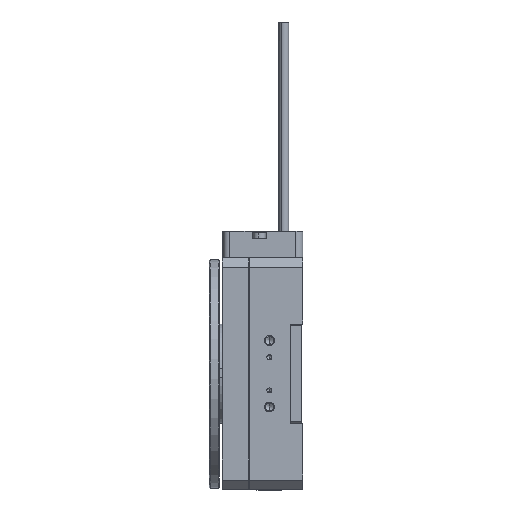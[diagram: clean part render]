
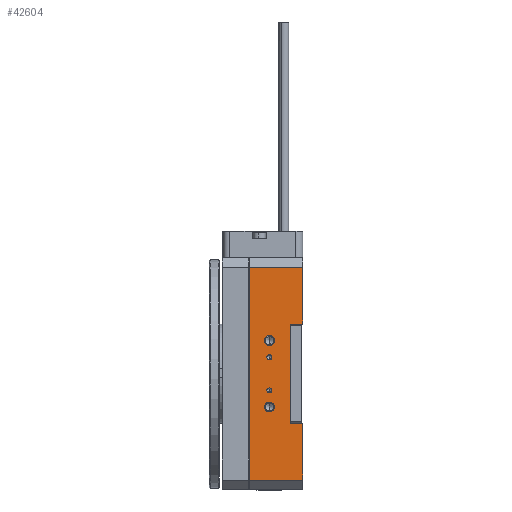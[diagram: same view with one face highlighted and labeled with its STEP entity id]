
A CAD part, left-side view. The second image highlights one B-rep face of the part: STEP entity #42604.
In plain terms, the highlighted planar face has unit normal (-1, 0, 0).
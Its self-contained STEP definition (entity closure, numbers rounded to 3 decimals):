
#683 = VECTOR ( 'NONE', #8669, 1000. ) ;
#689 = DIRECTION ( 'NONE',  ( -1., 0., 0. ) ) ;
#1680 = EDGE_CURVE ( 'NONE', #22778, #41222, #10962, .T. ) ;
#1744 = ORIENTED_EDGE ( 'NONE', *, *, #38133, .F. ) ;
#1782 = VECTOR ( 'NONE', #46142, 1000. ) ;
#2129 = CIRCLE ( 'NONE', #15766, 1.5 ) ;
#2222 = AXIS2_PLACEMENT_3D ( 'NONE', #9119, #9660, #40736 ) ;
#2629 = DIRECTION ( 'NONE',  ( 0., -1., 0. ) ) ;
#2636 = FACE_BOUND ( 'NONE', #25117, .T. ) ;
#2748 = ORIENTED_EDGE ( 'NONE', *, *, #23990, .F. ) ;
#5006 = DIRECTION ( 'NONE',  ( 0., 0., 1. ) ) ;
#5456 = DIRECTION ( 'NONE',  ( 0., 0., 1. ) ) ;
#6690 = EDGE_CURVE ( 'NONE', #16250, #51976, #2129, .T. ) ;
#7043 = DIRECTION ( 'NONE',  ( -1., 0., 0. ) ) ;
#7645 = EDGE_LOOP ( 'NONE', ( #27918, #39539 ) ) ;
#8063 = DIRECTION ( 'NONE',  ( -1., 0., 0. ) ) ;
#8539 = CIRCLE ( 'NONE', #2222, 0.75 ) ;
#8669 = DIRECTION ( 'NONE',  ( 0., 1., 0. ) ) ;
#9119 = CARTESIAN_POINT ( 'NONE',  ( -35., 10., 5. ) ) ;
#9660 = DIRECTION ( 'NONE',  ( -1., 0., 0. ) ) ;
#9906 = ORIENTED_EDGE ( 'NONE', *, *, #1680, .F. ) ;
#10214 = ORIENTED_EDGE ( 'NONE', *, *, #21423, .T. ) ;
#10268 = DIRECTION ( 'NONE',  ( -1., 0., 0. ) ) ;
#10745 = EDGE_CURVE ( 'NONE', #41896, #49777, #8539, .T. ) ;
#10825 = CARTESIAN_POINT ( 'NONE',  ( -35., 10., 5. ) ) ;
#10840 = CARTESIAN_POINT ( 'NONE',  ( -35., 3.725, -15. ) ) ;
#10872 = FACE_BOUND ( 'NONE', #7645, .T. ) ;
#10962 = CIRCLE ( 'NONE', #19159, 1.5 ) ;
#10976 = CARTESIAN_POINT ( 'NONE',  ( -35., 10., 11.5 ) ) ;
#12468 = EDGE_CURVE ( 'NONE', #46864, #45105, #38352, .T. ) ;
#12849 = VERTEX_POINT ( 'NONE', #52212 ) ;
#13483 = AXIS2_PLACEMENT_3D ( 'NONE', #20885, #8063, #25153 ) ;
#13538 = CARTESIAN_POINT ( 'NONE',  ( -35., 10., -10. ) ) ;
#13819 = CARTESIAN_POINT ( 'NONE',  ( -35., 16., -35. ) ) ;
#14464 = LINE ( 'NONE', #17641, #29553 ) ;
#14662 = EDGE_CURVE ( 'NONE', #39925, #55394, #39734, .T. ) ;
#14706 = DIRECTION ( 'NONE',  ( 0., 0., 1. ) ) ;
#14851 = CARTESIAN_POINT ( 'NONE',  ( -35., 16., -32. ) ) ;
#15371 = CARTESIAN_POINT ( 'NONE',  ( -35., 10., -8.5 ) ) ;
#15766 = AXIS2_PLACEMENT_3D ( 'NONE', #13538, #44042, #5006 ) ;
#16028 = AXIS2_PLACEMENT_3D ( 'NONE', #40404, #18436, #14706 ) ;
#16250 = VERTEX_POINT ( 'NONE', #15371 ) ;
#16490 = DIRECTION ( 'NONE',  ( -1., 0., 0. ) ) ;
#17197 = EDGE_CURVE ( 'NONE', #23522, #46864, #14464, .T. ) ;
#17279 = VECTOR ( 'NONE', #36070, 1000. ) ;
#17641 = CARTESIAN_POINT ( 'NONE',  ( -35., 0., -35. ) ) ;
#17761 = EDGE_CURVE ( 'NONE', #49227, #44626, #53093, .T. ) ;
#18020 = VERTEX_POINT ( 'NONE', #29272 ) ;
#18436 = DIRECTION ( 'NONE',  ( -1., 0., 0. ) ) ;
#18509 = AXIS2_PLACEMENT_3D ( 'NONE', #10825, #10268, #5456 ) ;
#19159 = AXIS2_PLACEMENT_3D ( 'NONE', #25608, #16490, #33898 ) ;
#19211 = ORIENTED_EDGE ( 'NONE', *, *, #14662, .T. ) ;
#19752 = EDGE_CURVE ( 'NONE', #49777, #41896, #55884, .T. ) ;
#19994 = FACE_BOUND ( 'NONE', #44432, .T. ) ;
#20885 = CARTESIAN_POINT ( 'NONE',  ( -35., 10., -5. ) ) ;
#20939 = CARTESIAN_POINT ( 'NONE',  ( -35., 10., -11.5 ) ) ;
#21423 = EDGE_CURVE ( 'NONE', #12849, #39925, #31151, .T. ) ;
#21633 = LINE ( 'NONE', #33658, #30346 ) ;
#22709 = EDGE_CURVE ( 'NONE', #45427, #18020, #47002, .T. ) ;
#22778 = VERTEX_POINT ( 'NONE', #10976 ) ;
#23373 = DIRECTION ( 'NONE',  ( 0., -1., 0. ) ) ;
#23522 = VERTEX_POINT ( 'NONE', #23540 ) ;
#23540 = CARTESIAN_POINT ( 'NONE',  ( -35., 0., 15. ) ) ;
#23990 = EDGE_CURVE ( 'NONE', #12849, #45105, #30957, .T. ) ;
#24411 = DIRECTION ( 'NONE',  ( 0., 0., 1. ) ) ;
#24568 = CIRCLE ( 'NONE', #41921, 1.5 ) ;
#24683 = EDGE_CURVE ( 'NONE', #41222, #22778, #24568, .T. ) ;
#25117 = EDGE_LOOP ( 'NONE', ( #44633, #37935 ) ) ;
#25153 = DIRECTION ( 'NONE',  ( 0., 0., 1. ) ) ;
#25608 = CARTESIAN_POINT ( 'NONE',  ( -35., 10., 10. ) ) ;
#25764 = DIRECTION ( 'NONE',  ( 0., 0., 1. ) ) ;
#27630 = CARTESIAN_POINT ( 'NONE',  ( -35., 10., 8.5 ) ) ;
#27918 = ORIENTED_EDGE ( 'NONE', *, *, #17761, .F. ) ;
#28263 = FACE_BOUND ( 'NONE', #33165, .T. ) ;
#28740 = CARTESIAN_POINT ( 'NONE',  ( -35., 3.725, 15. ) ) ;
#28816 = FACE_OUTER_BOUND ( 'NONE', #30836, .T. ) ;
#29272 = CARTESIAN_POINT ( 'NONE',  ( -35., 3.725, -15. ) ) ;
#29553 = VECTOR ( 'NONE', #39889, 1000. ) ;
#30346 = VECTOR ( 'NONE', #42474, 1000. ) ;
#30724 = ORIENTED_EDGE ( 'NONE', *, *, #6690, .F. ) ;
#30836 = EDGE_LOOP ( 'NONE', ( #2748, #10214, #19211, #1744, #48413, #37741, #33938, #44762 ) ) ;
#30957 = LINE ( 'NONE', #13819, #17279 ) ;
#31151 = LINE ( 'NONE', #14851, #31713 ) ;
#31709 = VECTOR ( 'NONE', #23373, 1000. ) ;
#31713 = VECTOR ( 'NONE', #2629, 1000. ) ;
#32711 = ORIENTED_EDGE ( 'NONE', *, *, #33859, .F. ) ;
#33165 = EDGE_LOOP ( 'NONE', ( #9906, #40768 ) ) ;
#33537 = CARTESIAN_POINT ( 'NONE',  ( -35., 10., -4.25 ) ) ;
#33652 = CARTESIAN_POINT ( 'NONE',  ( -35., 16., 32. ) ) ;
#33658 = CARTESIAN_POINT ( 'NONE',  ( -35., 3.725, 15. ) ) ;
#33855 = CARTESIAN_POINT ( 'NONE',  ( -35., 3.725, 15. ) ) ;
#33859 = EDGE_CURVE ( 'NONE', #51976, #16250, #51559, .T. ) ;
#33898 = DIRECTION ( 'NONE',  ( 0., 0., 1. ) ) ;
#33938 = ORIENTED_EDGE ( 'NONE', *, *, #17197, .T. ) ;
#35314 = CARTESIAN_POINT ( 'NONE',  ( -35., 10., 5.75 ) ) ;
#35458 = CARTESIAN_POINT ( 'NONE',  ( -35., 10., 10. ) ) ;
#36070 = DIRECTION ( 'NONE',  ( 0., 0., 1. ) ) ;
#37406 = DIRECTION ( 'NONE',  ( 1., 0., 0. ) ) ;
#37546 = CARTESIAN_POINT ( 'NONE',  ( -35., 10., -5.75 ) ) ;
#37580 = EDGE_CURVE ( 'NONE', #44626, #49227, #38074, .T. ) ;
#37741 = ORIENTED_EDGE ( 'NONE', *, *, #50482, .T. ) ;
#37935 = ORIENTED_EDGE ( 'NONE', *, *, #19752, .F. ) ;
#37967 = PLANE ( 'NONE',  #39677 ) ;
#38074 = CIRCLE ( 'NONE', #13483, 0.75 ) ;
#38133 = EDGE_CURVE ( 'NONE', #18020, #55394, #45625, .T. ) ;
#38216 = CARTESIAN_POINT ( 'NONE',  ( -35., 0., 32. ) ) ;
#38352 = LINE ( 'NONE', #52281, #683 ) ;
#39519 = CARTESIAN_POINT ( 'NONE',  ( -35., 10., 4.25 ) ) ;
#39539 = ORIENTED_EDGE ( 'NONE', *, *, #37580, .F. ) ;
#39677 = AXIS2_PLACEMENT_3D ( 'NONE', #49900, #37406, #54773 ) ;
#39734 = LINE ( 'NONE', #51978, #56080 ) ;
#39889 = DIRECTION ( 'NONE',  ( 0., 0., 1. ) ) ;
#39925 = VERTEX_POINT ( 'NONE', #42644 ) ;
#40404 = CARTESIAN_POINT ( 'NONE',  ( -35., 10., -10. ) ) ;
#40736 = DIRECTION ( 'NONE',  ( 0., 0., 1. ) ) ;
#40768 = ORIENTED_EDGE ( 'NONE', *, *, #24683, .F. ) ;
#40992 = CARTESIAN_POINT ( 'NONE',  ( -35., 10., -5. ) ) ;
#41222 = VERTEX_POINT ( 'NONE', #27630 ) ;
#41896 = VERTEX_POINT ( 'NONE', #35314 ) ;
#41921 = AXIS2_PLACEMENT_3D ( 'NONE', #35458, #689, #48524 ) ;
#42474 = DIRECTION ( 'NONE',  ( 0., -1., 0. ) ) ;
#42604 = ADVANCED_FACE ( 'NONE', ( #2636, #10872, #28263, #19994, #28816 ), #37967, .F. ) ;
#42644 = CARTESIAN_POINT ( 'NONE',  ( -35., 0., -32. ) ) ;
#44042 = DIRECTION ( 'NONE',  ( -1., 0., 0. ) ) ;
#44432 = EDGE_LOOP ( 'NONE', ( #30724, #32711 ) ) ;
#44626 = VERTEX_POINT ( 'NONE', #37546 ) ;
#44633 = ORIENTED_EDGE ( 'NONE', *, *, #10745, .F. ) ;
#44762 = ORIENTED_EDGE ( 'NONE', *, *, #12468, .T. ) ;
#45105 = VERTEX_POINT ( 'NONE', #33652 ) ;
#45427 = VERTEX_POINT ( 'NONE', #33855 ) ;
#45625 = LINE ( 'NONE', #10840, #31709 ) ;
#46073 = CARTESIAN_POINT ( 'NONE',  ( -35., 0., -15. ) ) ;
#46142 = DIRECTION ( 'NONE',  ( 0., 0., -1. ) ) ;
#46864 = VERTEX_POINT ( 'NONE', #38216 ) ;
#47002 = LINE ( 'NONE', #28740, #1782 ) ;
#48413 = ORIENTED_EDGE ( 'NONE', *, *, #22709, .F. ) ;
#48524 = DIRECTION ( 'NONE',  ( 0., 0., 1. ) ) ;
#49227 = VERTEX_POINT ( 'NONE', #33537 ) ;
#49777 = VERTEX_POINT ( 'NONE', #39519 ) ;
#49900 = CARTESIAN_POINT ( 'NONE',  ( -35., 16., -35. ) ) ;
#50482 = EDGE_CURVE ( 'NONE', #45427, #23522, #21633, .T. ) ;
#51559 = CIRCLE ( 'NONE', #16028, 1.5 ) ;
#51976 = VERTEX_POINT ( 'NONE', #20939 ) ;
#51978 = CARTESIAN_POINT ( 'NONE',  ( -35., 0., -35. ) ) ;
#52212 = CARTESIAN_POINT ( 'NONE',  ( -35., 16., -32. ) ) ;
#52281 = CARTESIAN_POINT ( 'NONE',  ( -35., 16., 32. ) ) ;
#53093 = CIRCLE ( 'NONE', #54923, 0.75 ) ;
#54773 = DIRECTION ( 'NONE',  ( 0., 0., -1. ) ) ;
#54923 = AXIS2_PLACEMENT_3D ( 'NONE', #40992, #7043, #24411 ) ;
#55394 = VERTEX_POINT ( 'NONE', #46073 ) ;
#55884 = CIRCLE ( 'NONE', #18509, 0.75 ) ;
#56080 = VECTOR ( 'NONE', #25764, 1000. ) ;
